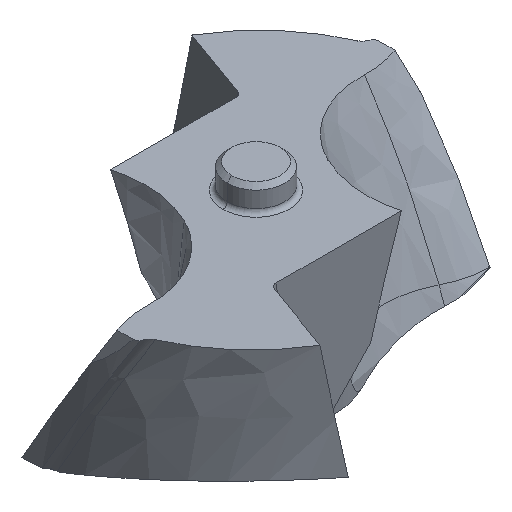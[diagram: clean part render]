
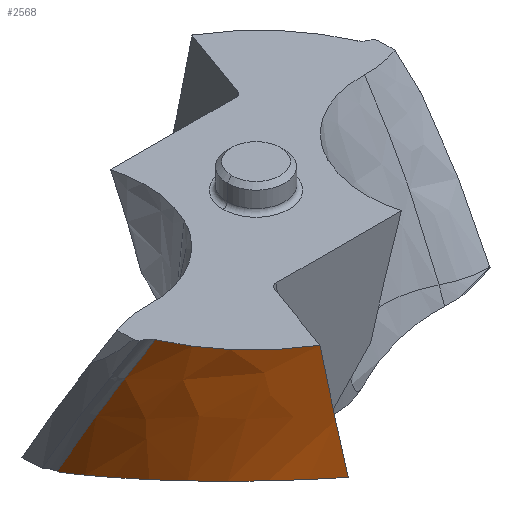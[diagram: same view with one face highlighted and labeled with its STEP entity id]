
A CAD part, isometric view. The second image highlights one B-rep face of the part: STEP entity #2568.
In plain terms, the highlighted free-form (B-spline) face has degree [3, 3] with [7, 5] control points.
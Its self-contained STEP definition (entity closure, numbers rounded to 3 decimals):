
#181=CARTESIAN_POINT('',(-3.515,-5.711,
0.));
#182=CARTESIAN_POINT('',(-4.006,-5.418,
0.));
#183=CARTESIAN_POINT('',(-5.079,-4.574,
0.));
#184=CARTESIAN_POINT('',(-5.853,-3.437,
0.));
#185=CARTESIAN_POINT('',(-6.172,-2.723,
0.));
#764=CARTESIAN_POINT('',(-6.75,0.078,
-5.021));
#792=CARTESIAN_POINT('',(-2.866,-6.034,
-4.088));
#793=CARTESIAN_POINT('',(-3.051,-5.948,
-4.054));
#794=CARTESIAN_POINT('',(-3.407,-5.762,
-3.996));
#795=CARTESIAN_POINT('',(-3.889,-5.458,
-3.939));
#796=CARTESIAN_POINT('',(-4.354,-5.107,
-3.905));
#797=CARTESIAN_POINT('',(-4.778,-4.725,
-3.899));
#798=CARTESIAN_POINT('',(-5.171,-4.305,
-3.918));
#799=CARTESIAN_POINT('',(-5.533,-3.842,
-3.966));
#800=CARTESIAN_POINT('',(-5.842,-3.366,
-4.038));
#801=CARTESIAN_POINT('',(-6.111,-2.865,
-4.134));
#802=CARTESIAN_POINT('',(-6.342,-2.32,
-4.261));
#803=CARTESIAN_POINT('',(-6.516,-1.787,
-4.404));
#804=CARTESIAN_POINT('',(-6.654,-1.183,
-4.588));
#805=CARTESIAN_POINT('',(-6.729,-0.627,
-4.776));
#806=CARTESIAN_POINT('',(-6.75,-0.212,
-4.929));
#807=CARTESIAN_POINT('',(-6.75,0.,
-5.011));
#809=CARTESIAN_POINT('',(-6.75,0.,
-5.011));
#810=CARTESIAN_POINT('',(-6.75,0.009,
-5.012));
#811=CARTESIAN_POINT('',(-6.75,0.026,
-5.014));
#812=CARTESIAN_POINT('',(-6.75,0.052,
-5.018));
#813=CARTESIAN_POINT('',(-6.75,0.07,
-5.02));
#814=CARTESIAN_POINT('',(-6.75,0.078,
-5.021));
#816=CARTESIAN_POINT('',(-6.75,0.078,
-5.021));
#817=CARTESIAN_POINT('',(-6.758,-0.468,
-4.037));
#818=CARTESIAN_POINT('',(-6.651,-1.418,
-2.364));
#819=CARTESIAN_POINT('',(-6.336,-2.349,
-0.69));
#820=CARTESIAN_POINT('',(-6.172,-2.723,
0.));
#822=CARTESIAN_POINT('',(-3.515,-5.711,
0.));
#823=CARTESIAN_POINT('',(-3.463,-5.727,
-0.309));
#824=CARTESIAN_POINT('',(-3.365,-5.759,
-0.894));
#825=CARTESIAN_POINT('',(-3.237,-5.808,
-1.673));
#826=CARTESIAN_POINT('',(-3.127,-5.859,
-2.358));
#827=CARTESIAN_POINT('',(-3.03,-5.913,
-2.975));
#828=CARTESIAN_POINT('',(-2.944,-5.97,
-3.548));
#829=CARTESIAN_POINT('',(-2.891,-6.012,
-3.912));
#830=CARTESIAN_POINT('',(-2.866,-6.034,
-4.088));
#990=CARTESIAN_POINT('',(-3.515,-5.711,
0.));
#991=VERTEX_POINT('',#990);
#992=VERTEX_POINT('',#185);
#1023=CARTESIAN_POINT('',(-6.75,0.,
-5.011));
#1024=VERTEX_POINT('',#1023);
#1025=VERTEX_POINT('',#792);
#1040=VERTEX_POINT('',#764);
#2524=CARTESIAN_POINT('',(-3.161,-5.959,
-5.072));
#2525=CARTESIAN_POINT('',(-2.752,-6.09,
-4.071));
#2526=CARTESIAN_POINT('',(-1.929,-6.334,
-2.365));
#2527=CARTESIAN_POINT('',(-0.89,-6.559,
-0.658));
#2528=CARTESIAN_POINT('',(-0.425,-6.642,
0.048));
#2529=CARTESIAN_POINT('',(-3.235,-5.92,
-5.072));
#2530=CARTESIAN_POINT('',(-2.828,-6.058,
-4.071));
#2531=CARTESIAN_POINT('',(-2.008,-6.314,
-2.365));
#2532=CARTESIAN_POINT('',(-0.972,-6.55,
-0.658));
#2533=CARTESIAN_POINT('',(-0.508,-6.638,
0.048));
#2534=CARTESIAN_POINT('',(-4.005,-5.494,
-5.072));
#2535=CARTESIAN_POINT('',(-3.617,-5.704,
-4.071));
#2536=CARTESIAN_POINT('',(-2.828,-6.083,
-2.365));
#2537=CARTESIAN_POINT('',(-1.823,-6.443,
-0.658));
#2538=CARTESIAN_POINT('',(-1.372,-6.582,
0.048));
#2539=CARTESIAN_POINT('',(-5.306,-4.396,
-5.072));
#2540=CARTESIAN_POINT('',(-4.979,-4.736,
-4.071));
#2541=CARTESIAN_POINT('',(-4.296,-5.338,
-2.365));
#2542=CARTESIAN_POINT('',(-3.397,-5.92,
-0.658));
#2543=CARTESIAN_POINT('',(-2.99,-6.15,
0.048));
#2544=CARTESIAN_POINT('',(-6.514,-2.264,
-5.072));
#2545=CARTESIAN_POINT('',(-6.336,-2.749,
-4.071));
#2546=CARTESIAN_POINT('',(-5.906,-3.598,
-2.365));
#2547=CARTESIAN_POINT('',(-5.26,-4.427,
-0.658));
#2548=CARTESIAN_POINT('',(-4.958,-4.76,
0.048));
#2549=CARTESIAN_POINT('',(-6.77,-0.641,
-5.072));
#2550=CARTESIAN_POINT('',(-6.718,-1.183,
-4.071));
#2551=CARTESIAN_POINT('',(-6.507,-2.126,
-2.365));
#2552=CARTESIAN_POINT('',(-6.079,-3.05,
-0.658));
#2553=CARTESIAN_POINT('',(-5.866,-3.422,
0.048));
#2554=CARTESIAN_POINT('',(-6.748,0.179,
-5.072));
#2555=CARTESIAN_POINT('',(-6.765,-0.378,
-4.071));
#2556=CARTESIAN_POINT('',(-6.668,-1.349,
-2.365));
#2557=CARTESIAN_POINT('',(-6.355,-2.3,
-0.658));
#2558=CARTESIAN_POINT('',(-6.19,-2.684,
0.048));
#2559=B_SPLINE_SURFACE_WITH_KNOTS('',3,3,((#2524,#2525,#2526,#2527,#2528),
(#2529,#2530,#2531,#2532,#2533),(#2534,#2535,#2536,#2537,#2538),(#2539,#2540,
#2541,#2542,#2543),(#2544,#2545,#2546,#2547,#2548),(#2549,#2550,#2551,#2552,
#2553),(#2554,#2555,#2556,#2557,#2558)),.UNSPECIFIED.,.F.,.F.,.F.,(4,1,1,1,4),
(4,1,4),(0.224,0.25,0.5,0.75,1.008),(
0.067,3.534,5.978),.UNSPECIFIED.);
#2560=ORIENTED_EDGE('',*,*,#1734,.T.);
#2561=ORIENTED_EDGE('',*,*,#1778,.T.);
#2562=ORIENTED_EDGE('',*,*,#2512,.T.);
#2563=ORIENTED_EDGE('',*,*,#1329,.F.);
#2565=ORIENTED_EDGE('',*,*,#2564,.T.);
#2566=EDGE_LOOP('',(#2560,#2561,#2562,#2563,#2565));
#2567=FACE_OUTER_BOUND('',#2566,.F.);
#186=B_SPLINE_CURVE_WITH_KNOTS('',3,(#181,#182,#183,#184,#185),.UNSPECIFIED.,
.F.,.F.,(4,1,4),(0.,0.422,1.),.UNSPECIFIED.);
#808=B_SPLINE_CURVE_WITH_KNOTS('',3,(#792,#793,#794,#795,#796,#797,#798,#799,
#800,#801,#802,#803,#804,#805,#806,#807),.UNSPECIFIED.,.F.,.F.,(4,1,1,1,1,1,1,1,
1,1,1,1,1,4),(0.,0.077,0.154,0.231,
0.308,0.385,0.462,0.538,
0.615,0.692,0.769,0.846,
0.923,1.),.UNSPECIFIED.);
#815=B_SPLINE_CURVE_WITH_KNOTS('',3,(#809,#810,#811,#812,#813,#814),
.UNSPECIFIED.,.F.,.F.,(4,1,1,4),(0.,0.333,0.667,1.),
.UNSPECIFIED.);
#821=B_SPLINE_CURVE_WITH_KNOTS('',3,(#816,#817,#818,#819,#820),.UNSPECIFIED.,
.F.,.F.,(4,1,4),(0.,0.588,1.),.UNSPECIFIED.);
#831=B_SPLINE_CURVE_WITH_KNOTS('',3,(#822,#823,#824,#825,#826,#827,#828,#829,
#830),.UNSPECIFIED.,.F.,.F.,(4,1,1,1,1,1,4),(0.,0.167,
0.333,0.5,0.667,0.833,1.),
.UNSPECIFIED.);
#1329=EDGE_CURVE('',#991,#992,#186,.T.);
#1734=EDGE_CURVE('',#1025,#1024,#808,.T.);
#1778=EDGE_CURVE('',#1024,#1040,#815,.T.);
#2512=EDGE_CURVE('',#1040,#992,#821,.T.);
#2564=EDGE_CURVE('',#991,#1025,#831,.T.);
#2568=ADVANCED_FACE('',(#2567),#2559,.F.);
